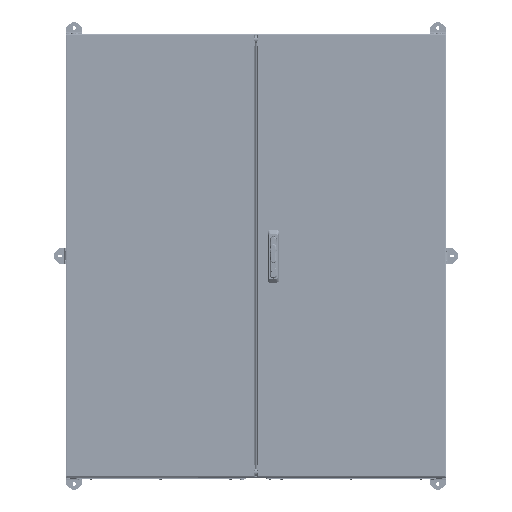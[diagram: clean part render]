
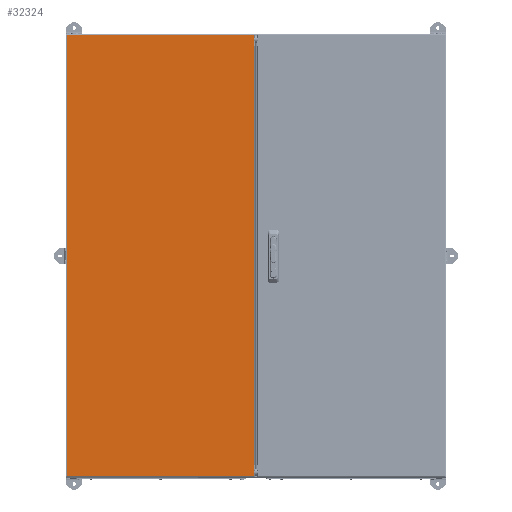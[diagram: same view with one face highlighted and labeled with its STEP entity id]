
A CAD part, top view. The second image highlights one B-rep face of the part: STEP entity #32324.
In plain terms, the highlighted planar face has unit normal (0, 0, 1).
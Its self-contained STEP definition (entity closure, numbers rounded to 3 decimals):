
#294 = VECTOR ( 'NONE', #57955, 1000. ) ;
#1927 = VERTEX_POINT ( 'NONE', #74434 ) ;
#4499 = LINE ( 'NONE', #43464, #57224 ) ;
#7985 = CARTESIAN_POINT ( 'NONE',  ( -295.293, -694.5, 0. ) ) ;
#9861 = LINE ( 'NONE', #7985, #86706 ) ;
#19616 = LINE ( 'NONE', #28548, #294 ) ;
#23271 = ORIENTED_EDGE ( 'NONE', *, *, #113521, .T. ) ;
#28548 = CARTESIAN_POINT ( 'NONE',  ( -294.5, 695.293, 0. ) ) ;
#31361 = ORIENTED_EDGE ( 'NONE', *, *, #117872, .T. ) ;
#32324 = ADVANCED_FACE ( 'NONE', ( #93963 ), #74190, .T. ) ;
#32833 = CARTESIAN_POINT ( 'NONE',  ( 294.5, -694.5, 0. ) ) ;
#35204 = DIRECTION ( 'NONE',  ( 1., 0., 0. ) ) ;
#42556 = VECTOR ( 'NONE', #121887, 1000. ) ;
#43464 = CARTESIAN_POINT ( 'NONE',  ( 294.5, -695.293, 0. ) ) ;
#44094 = DIRECTION ( 'NONE',  ( 0., 1., 0. ) ) ;
#44174 = VERTEX_POINT ( 'NONE', #61779 ) ;
#47006 = ORIENTED_EDGE ( 'NONE', *, *, #119244, .T. ) ;
#55799 = VERTEX_POINT ( 'NONE', #32833 ) ;
#56902 = CARTESIAN_POINT ( 'NONE',  ( -294.5, -694.5, 0. ) ) ;
#57224 = VECTOR ( 'NONE', #44094, 1000. ) ;
#57955 = DIRECTION ( 'NONE',  ( 0., -1., 0. ) ) ;
#61779 = CARTESIAN_POINT ( 'NONE',  ( 294.5, 694.5, 0. ) ) ;
#64986 = CARTESIAN_POINT ( 'NONE',  ( 295.293, 694.5, 0. ) ) ;
#74190 = PLANE ( 'NONE',  #112281 ) ;
#74434 = CARTESIAN_POINT ( 'NONE',  ( -294.5, 694.5, 0. ) ) ;
#77234 = VERTEX_POINT ( 'NONE', #56902 ) ;
#83747 = CARTESIAN_POINT ( 'NONE',  ( 0., 0., 0. ) ) ;
#85097 = EDGE_CURVE ( 'NONE', #77234, #55799, #9861, .T. ) ;
#86706 = VECTOR ( 'NONE', #96143, 1000. ) ;
#92064 = EDGE_LOOP ( 'NONE', ( #23271, #47006, #94488, #31361 ) ) ;
#93963 = FACE_OUTER_BOUND ( 'NONE', #92064, .T. ) ;
#94488 = ORIENTED_EDGE ( 'NONE', *, *, #85097, .T. ) ;
#94994 = LINE ( 'NONE', #64986, #42556 ) ;
#96143 = DIRECTION ( 'NONE',  ( 1., 0., 0. ) ) ;
#112281 = AXIS2_PLACEMENT_3D ( 'NONE', #83747, #115037, #35204 ) ;
#113521 = EDGE_CURVE ( 'NONE', #44174, #1927, #94994, .T. ) ;
#115037 = DIRECTION ( 'NONE',  ( 0., 0., 1. ) ) ;
#117872 = EDGE_CURVE ( 'NONE', #55799, #44174, #4499, .T. ) ;
#119244 = EDGE_CURVE ( 'NONE', #1927, #77234, #19616, .T. ) ;
#121887 = DIRECTION ( 'NONE',  ( -1., 0., 0. ) ) ;
